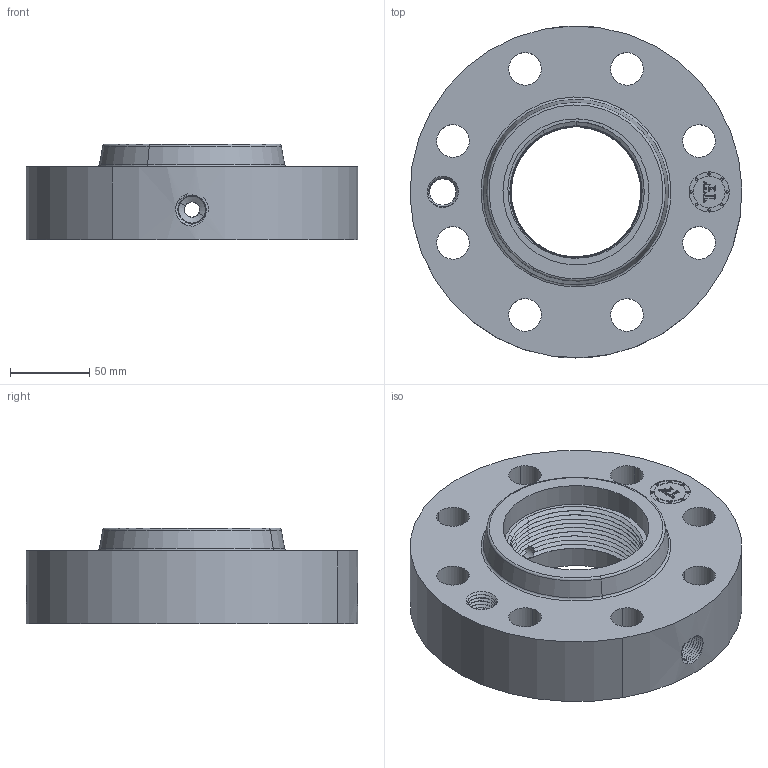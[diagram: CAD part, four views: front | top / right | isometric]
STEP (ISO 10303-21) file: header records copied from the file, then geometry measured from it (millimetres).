
FILE_DESCRIPTION(('3D STEP'),'2;1');
FILE_NAME('3-300-RTJ-THREADED-FLANGE.stp','2013-10-19T07:34:40+00:00',('Texas Flange'),(''),'CATIA Version 5 Release 20 SP 6 (IN-10)','CATIA V5 STEP AP214','800-826-3801');
FILE_SCHEMA(('AUTOMOTIVE_DESIGN { 1 0 10303 214 1 1 1 1 }'));
Length unit declared in the file: inch
Products named in the file (1): 3-300-RTJ-THREADED-FLANGE
Bounding box: 209.49 x 209.55 x 60.27 mm (x, y, z)
Volume: 1194419.4 mm3; surface area: 147951.1 mm2
Topology: 1 solids, 1 shells, 911 faces, 2427 edges, 1538 vertices
Faces by surface type: plane 372, bspline 353, cylinder 96, cone 78, torus 8, revolution 4
Entity records: 38779 total; most frequent: CARTESIAN_POINT 17445, ORIENTED_EDGE 4854, EDGE_CURVE 2427, DIRECTION 2121, VERTEX_POINT 1538, VECTOR 1207, LINE 1207, B_SPLINE_CURVE_WITH_KNOTS 1092
